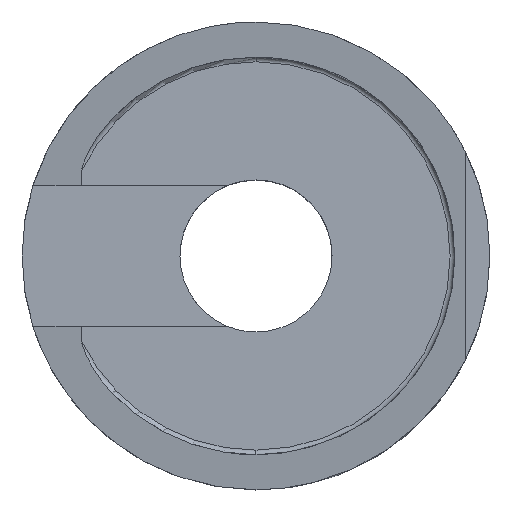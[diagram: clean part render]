
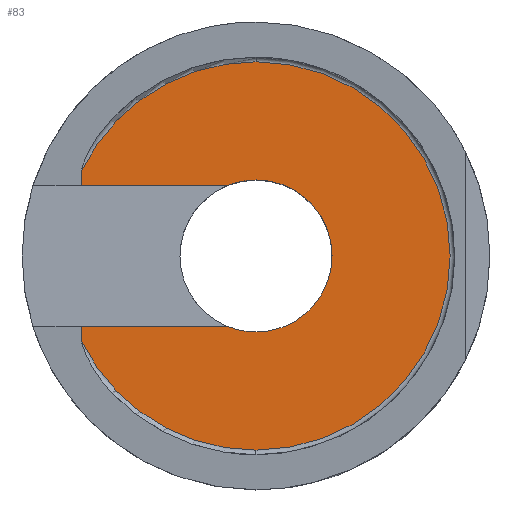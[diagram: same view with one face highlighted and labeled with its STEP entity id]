
A CAD part, top view. The second image highlights one B-rep face of the part: STEP entity #83.
In plain terms, the highlighted face is planar.
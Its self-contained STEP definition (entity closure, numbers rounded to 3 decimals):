
#3 = AXIS2_PLACEMENT_3D ( 'NONE', #686, #717, #747 ) ;
#55 = VECTOR ( 'NONE', #832, 1000. ) ;
#71 = AXIS2_PLACEMENT_3D ( 'NONE', #1073, #1070, #1068 ) ;
#83 = ADVANCED_FACE ( 'NONE', ( #495 ), #511, .F. ) ;
#108 = CIRCLE ( 'NONE', #3, 3.25 ) ;
#129 = CARTESIAN_POINT ( 'NONE',  ( 6.5, 1.25, 3. ) ) ;
#133 = VECTOR ( 'NONE', #1061, 1000. ) ;
#140 = LINE ( 'NONE', #913, #133 ) ;
#143 = AXIS2_PLACEMENT_3D ( 'NONE', #947, #953, #1020 ) ;
#147 = CIRCLE ( 'NONE', #312, 8.3 ) ;
#151 = CIRCLE ( 'NONE', #71, 3.25 ) ;
#164 = CIRCLE ( 'NONE', #301, 8.3 ) ;
#170 = VECTOR ( 'NONE', #187, 1000. ) ;
#177 = LINE ( 'NONE', #1088, #170 ) ;
#187 = DIRECTION ( 'NONE',  ( 0., 0., 1. ) ) ;
#193 = DIRECTION ( 'NONE',  ( 0., -1., 0. ) ) ;
#236 = AXIS2_PLACEMENT_3D ( 'NONE', #416, #426, #428 ) ;
#239 = CIRCLE ( 'NONE', #143, 3.25 ) ;
#258 = CARTESIAN_POINT ( 'NONE',  ( 6.5, 0., 3. ) ) ;
#282 = CARTESIAN_POINT ( 'NONE',  ( 6.5, 7.474, 3. ) ) ;
#285 = CARTESIAN_POINT ( 'NONE',  ( 6.5, 0., 8.3 ) ) ;
#301 = AXIS2_PLACEMENT_3D ( 'NONE', #989, #929, #881 ) ;
#303 = CIRCLE ( 'NONE', #236, 8.3 ) ;
#312 = AXIS2_PLACEMENT_3D ( 'NONE', #924, #1065, #968 ) ;
#351 = CARTESIAN_POINT ( 'NONE',  ( 6.5, 1.25, -3. ) ) ;
#370 = VERTEX_POINT ( 'NONE', #683 ) ;
#389 = EDGE_CURVE ( 'NONE', #660, #480, #514, .T. ) ;
#404 = VERTEX_POINT ( 'NONE', #351 ) ;
#407 = LINE ( 'NONE', #784, #55 ) ;
#416 = CARTESIAN_POINT ( 'NONE',  ( 6.5, 0., 0. ) ) ;
#426 = DIRECTION ( 'NONE',  ( -1., 0., 0. ) ) ;
#428 = DIRECTION ( 'NONE',  ( 0., 0., 1. ) ) ;
#466 = VECTOR ( 'NONE', #193, 1000. ) ;
#480 = VERTEX_POINT ( 'NONE', #129 ) ;
#495 = FACE_OUTER_BOUND ( 'NONE', #853, .T. ) ;
#507 = CARTESIAN_POINT ( 'NONE',  ( 6.5, 8.3, 0. ) ) ;
#511 = PLANE ( 'NONE',  #520 ) ;
#514 = LINE ( 'NONE', #258, #466 ) ;
#520 = AXIS2_PLACEMENT_3D ( 'NONE', #507, #528, #534 ) ;
#528 = DIRECTION ( 'NONE',  ( -1., 0., 0. ) ) ;
#534 = DIRECTION ( 'NONE',  ( 0., 0., 1. ) ) ;
#660 = VERTEX_POINT ( 'NONE', #282 ) ;
#666 = VERTEX_POINT ( 'NONE', #285 ) ;
#683 = CARTESIAN_POINT ( 'NONE',  ( 6.5, 7.474, -3.609 ) ) ;
#686 = CARTESIAN_POINT ( 'NONE',  ( 6.5, 0., 0. ) ) ;
#698 = CARTESIAN_POINT ( 'NONE',  ( 6.5, 7.474, 3.609 ) ) ;
#717 = DIRECTION ( 'NONE',  ( -1., 0., 0. ) ) ;
#732 = EDGE_CURVE ( 'NONE', #792, #666, #303, .T. ) ;
#747 = DIRECTION ( 'NONE',  ( 0., 0., 1. ) ) ;
#773 = CARTESIAN_POINT ( 'NONE',  ( 6.5, 0., -8.3 ) ) ;
#780 = VERTEX_POINT ( 'NONE', #698 ) ;
#784 = CARTESIAN_POINT ( 'NONE',  ( 6.5, 7.474, 0. ) ) ;
#792 = VERTEX_POINT ( 'NONE', #773 ) ;
#805 = ORIENTED_EDGE ( 'NONE', *, *, #993, .F. ) ;
#808 = ORIENTED_EDGE ( 'NONE', *, *, #732, .F. ) ;
#810 = ORIENTED_EDGE ( 'NONE', *, *, #1032, .T. ) ;
#816 = CARTESIAN_POINT ( 'NONE',  ( 6.5, 0., 3.25 ) ) ;
#819 = ORIENTED_EDGE ( 'NONE', *, *, #851, .T. ) ;
#820 = ORIENTED_EDGE ( 'NONE', *, *, #1107, .T. ) ;
#821 = ORIENTED_EDGE ( 'NONE', *, *, #389, .F. ) ;
#823 = ORIENTED_EDGE ( 'NONE', *, *, #978, .T. ) ;
#829 = VERTEX_POINT ( 'NONE', #816 ) ;
#832 = DIRECTION ( 'NONE',  ( 0., 0., 1. ) ) ;
#851 = EDGE_CURVE ( 'NONE', #963, #829, #239, .T. ) ;
#853 = EDGE_LOOP ( 'NONE', ( #823, #819, #820, #821, #810, #805, #808, #906, #898, #900 ) ) ;
#868 = VERTEX_POINT ( 'NONE', #1021 ) ;
#881 = DIRECTION ( 'NONE',  ( 0., 0., 1. ) ) ;
#898 = ORIENTED_EDGE ( 'NONE', *, *, #933, .T. ) ;
#900 = ORIENTED_EDGE ( 'NONE', *, *, #1028, .F. ) ;
#906 = ORIENTED_EDGE ( 'NONE', *, *, #997, .F. ) ;
#913 = CARTESIAN_POINT ( 'NONE',  ( 6.5, 0., -3. ) ) ;
#924 = CARTESIAN_POINT ( 'NONE',  ( 6.5, 0., 0. ) ) ;
#929 = DIRECTION ( 'NONE',  ( -1., 0., 0. ) ) ;
#933 = EDGE_CURVE ( 'NONE', #370, #868, #177, .T. ) ;
#947 = CARTESIAN_POINT ( 'NONE',  ( 6.5, 0., 0. ) ) ;
#953 = DIRECTION ( 'NONE',  ( -1., 0., 0. ) ) ;
#963 = VERTEX_POINT ( 'NONE', #1098 ) ;
#968 = DIRECTION ( 'NONE',  ( 0., 0., 1. ) ) ;
#978 = EDGE_CURVE ( 'NONE', #404, #963, #151, .T. ) ;
#989 = CARTESIAN_POINT ( 'NONE',  ( 6.5, 0., 0. ) ) ;
#993 = EDGE_CURVE ( 'NONE', #666, #780, #147, .T. ) ;
#997 = EDGE_CURVE ( 'NONE', #370, #792, #164, .T. ) ;
#1020 = DIRECTION ( 'NONE',  ( 0., 0., 1. ) ) ;
#1021 = CARTESIAN_POINT ( 'NONE',  ( 6.5, 7.474, -3. ) ) ;
#1028 = EDGE_CURVE ( 'NONE', #404, #868, #140, .T. ) ;
#1032 = EDGE_CURVE ( 'NONE', #660, #780, #407, .T. ) ;
#1061 = DIRECTION ( 'NONE',  ( 0., 1., 0. ) ) ;
#1065 = DIRECTION ( 'NONE',  ( -1., 0., 0. ) ) ;
#1068 = DIRECTION ( 'NONE',  ( 0., 0., 1. ) ) ;
#1070 = DIRECTION ( 'NONE',  ( -1., 0., 0. ) ) ;
#1073 = CARTESIAN_POINT ( 'NONE',  ( 6.5, 0., 0. ) ) ;
#1088 = CARTESIAN_POINT ( 'NONE',  ( 6.5, 7.474, 0. ) ) ;
#1098 = CARTESIAN_POINT ( 'NONE',  ( 6.5, 0., -3.25 ) ) ;
#1107 = EDGE_CURVE ( 'NONE', #829, #480, #108, .T. ) ;
